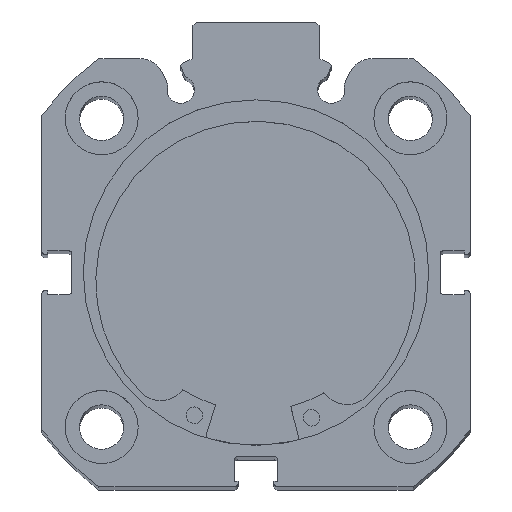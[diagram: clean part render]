
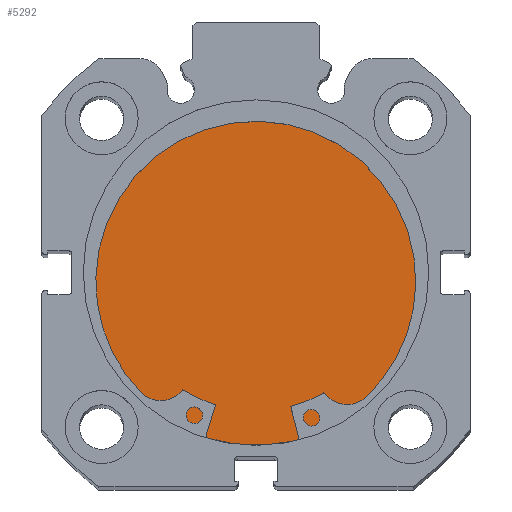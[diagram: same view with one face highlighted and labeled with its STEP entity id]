
A CAD part, top view. The second image highlights one B-rep face of the part: STEP entity #5292.
In plain terms, the highlighted face is planar.
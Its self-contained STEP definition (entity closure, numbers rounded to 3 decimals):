
#398 = EDGE_CURVE ( 'NONE', #4588, #4581, #1652, .T. ) ;
#679 = AXIS2_PLACEMENT_3D ( 'NONE', #6738, #6746, #6747 ) ;
#741 = AXIS2_PLACEMENT_3D ( 'NONE', #2390, #2397, #2398 ) ;
#765 = AXIS2_PLACEMENT_3D ( 'NONE', #2605, #2608, #2609 ) ;
#1652 = CIRCLE ( 'NONE', #679, 26. ) ;
#1818 = CIRCLE ( 'NONE', #741, 26. ) ;
#1852 = FACE_OUTER_BOUND ( 'NONE', #5698, .T. ) ;
#2390 = CARTESIAN_POINT ( 'NONE',  ( 9., 0., 0. ) ) ;
#2397 = DIRECTION ( 'NONE',  ( -1., 0., 0. ) ) ;
#2398 = DIRECTION ( 'NONE',  ( 0., 0., 1. ) ) ;
#2518 = CARTESIAN_POINT ( 'NONE',  ( 9., 0., 26. ) ) ;
#2525 = CARTESIAN_POINT ( 'NONE',  ( 9., 0., -26. ) ) ;
#2605 = CARTESIAN_POINT ( 'NONE',  ( 9., 26., 0. ) ) ;
#2606 = PLANE ( 'NONE',  #765 ) ;
#2608 = DIRECTION ( 'NONE',  ( -1., 0., 0. ) ) ;
#2609 = DIRECTION ( 'NONE',  ( 0., 0., 1. ) ) ;
#3847 = EDGE_CURVE ( 'NONE', #4581, #4588, #1818, .T. ) ;
#4581 = VERTEX_POINT ( 'NONE', #2518 ) ;
#4588 = VERTEX_POINT ( 'NONE', #2525 ) ;
#5000 = ORIENTED_EDGE ( 'NONE', *, *, #398, .F. ) ;
#5001 = ORIENTED_EDGE ( 'NONE', *, *, #3847, .F. ) ;
#5292 = ADVANCED_FACE ( 'NONE', ( #1852 ), #2606, .F. ) ;
#5698 = EDGE_LOOP ( 'NONE', ( #5001, #5000 ) ) ;
#6738 = CARTESIAN_POINT ( 'NONE',  ( 9., 0., 0. ) ) ;
#6746 = DIRECTION ( 'NONE',  ( -1., 0., 0. ) ) ;
#6747 = DIRECTION ( 'NONE',  ( 0., 0., 1. ) ) ;
